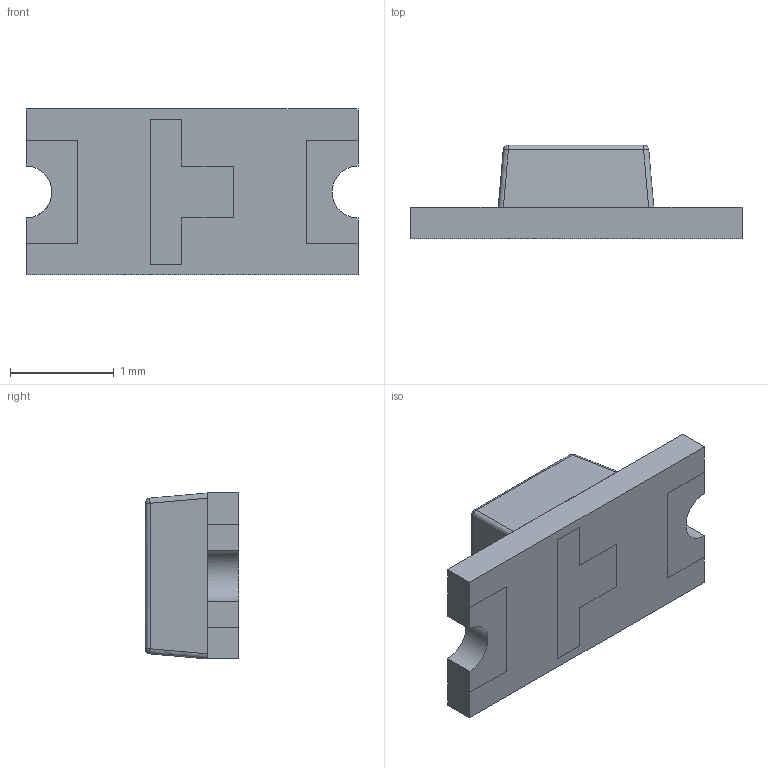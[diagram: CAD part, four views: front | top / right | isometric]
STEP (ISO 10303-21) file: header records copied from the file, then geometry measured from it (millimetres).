
FILE_DESCRIPTION(/* description */ (''),/* implementation_level */ '2;1');
FILE_NAME(/* name */ 'LEA8FD~1',/* time_stamp */ '2018-02-22T05:26:34+03:00',/* author */ (''),/* organization */ (''),/* preprocessor_version */ 'ST-DEVELOPER v15',/* originating_system */ '',/* authorisation */ '');
FILE_SCHEMA (('AUTOMOTIVE_DESIGN'));
Length unit declared in the file: millimetre
Products named in the file (1): Document
Bounding box: 3.2 x 0.9 x 1.6 mm (x, y, z)
Volume: 2.9 mm3; surface area: 22.4 mm2
Topology: 3 solids, 3 shells, 47 faces, 120 edges, 76 vertices
Faces by surface type: plane 33, bspline 14
Entity records: 1553 total; most frequent: CARTESIAN_POINT 739, ORIENTED_EDGE 232, EDGE_CURVE 116, B_SPLINE_CURVE_WITH_KNOTS 92, VERTEX_POINT 76, EDGE_LOOP 48, ADVANCED_FACE 47, FACE_OUTER_BOUND 47
